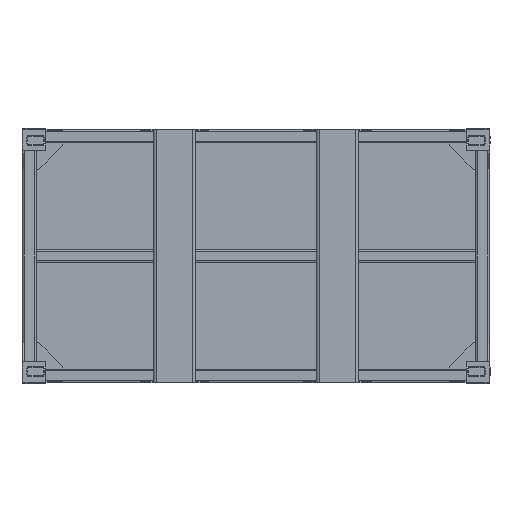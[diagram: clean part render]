
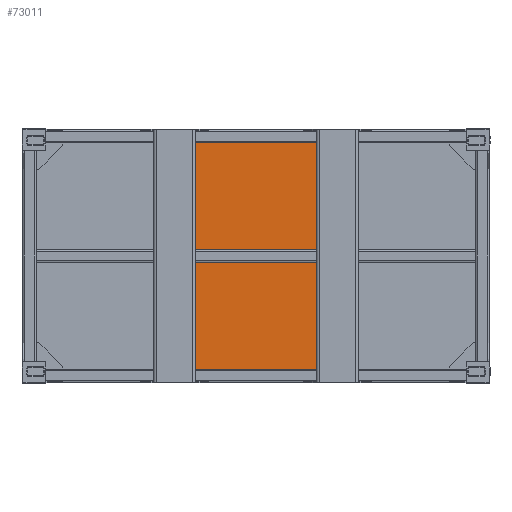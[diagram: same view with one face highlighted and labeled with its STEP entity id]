
A CAD part, front view. The second image highlights one B-rep face of the part: STEP entity #73011.
In plain terms, the highlighted free-form (B-spline) face has degree [1, 1] with [2, 2] control points.
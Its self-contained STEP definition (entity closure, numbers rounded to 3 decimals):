
#72891 = EDGE_CURVE('',#72892,#72894,#72896,.T.);
#72892 = VERTEX_POINT('',#72893);
#72893 = CARTESIAN_POINT('',(3583.983,-1296.246,
    49.737));
#72894 = VERTEX_POINT('',#72895);
#72895 = CARTESIAN_POINT('',(3583.983,-1296.246,
    -2682.867));
#72896 = B_SPLINE_CURVE_WITH_KNOTS('',1,(#72897,#72898),.UNSPECIFIED.,
  .F.,.F.,(2,2),(-1868.,-0.),.PIECEWISE_BEZIER_KNOTS.);
#72897 = CARTESIAN_POINT('',(3583.983,-1296.246,
    49.737));
#72898 = CARTESIAN_POINT('',(3583.983,-1296.246,
    -2682.867));
#72927 = EDGE_CURVE('',#72894,#72928,#72930,.T.);
#72928 = VERTEX_POINT('',#72929);
#72929 = CARTESIAN_POINT('',(1389.708,-1296.246,
    -2682.867));
#72930 = B_SPLINE_CURVE_WITH_KNOTS('',1,(#72931,#72932),.UNSPECIFIED.,
  .F.,.F.,(2,2),(-1500.,-0.),.PIECEWISE_BEZIER_KNOTS.);
#72931 = CARTESIAN_POINT('',(3583.983,-1296.246,
    -2682.867));
#72932 = CARTESIAN_POINT('',(1389.708,-1296.246,
    -2682.867));
#72955 = EDGE_CURVE('',#72928,#72956,#72958,.T.);
#72956 = VERTEX_POINT('',#72957);
#72957 = CARTESIAN_POINT('',(1389.708,-1296.246,
    49.737));
#72958 = B_SPLINE_CURVE_WITH_KNOTS('',1,(#72959,#72960),.UNSPECIFIED.,
  .F.,.F.,(2,2),(0.,1868.),.PIECEWISE_BEZIER_KNOTS.);
#72959 = CARTESIAN_POINT('',(1389.708,-1296.246,
    -2682.867));
#72960 = CARTESIAN_POINT('',(1389.708,-1296.246,
    49.737));
#72983 = EDGE_CURVE('',#72956,#72892,#72984,.T.);
#72984 = B_SPLINE_CURVE_WITH_KNOTS('',1,(#72985,#72986),.UNSPECIFIED.,
  .F.,.F.,(2,2),(0.,1500.),.PIECEWISE_BEZIER_KNOTS.);
#72985 = CARTESIAN_POINT('',(1389.708,-1296.246,
    49.737));
#72986 = CARTESIAN_POINT('',(3583.983,-1296.246,
    49.737));
#73011 = ADVANCED_FACE('',(#73012),#73018,.F.);
#73012 = FACE_BOUND('',#73013,.T.);
#73013 = EDGE_LOOP('',(#73014,#73015,#73016,#73017));
#73014 = ORIENTED_EDGE('',*,*,#72891,.F.);
#73015 = ORIENTED_EDGE('',*,*,#72983,.F.);
#73016 = ORIENTED_EDGE('',*,*,#72955,.F.);
#73017 = ORIENTED_EDGE('',*,*,#72927,.F.);
#73018 = B_SPLINE_SURFACE_WITH_KNOTS('',1,1,(
    (#73019,#73020)
    ,(#73021,#73022
  )),.UNSPECIFIED.,.F.,.F.,.F.,(2,2),(2,2),(-934.,934.),(-750.,750.),
  .PIECEWISE_BEZIER_KNOTS.);
#73019 = CARTESIAN_POINT('',(1389.708,-1296.246,
    -2682.867));
#73020 = CARTESIAN_POINT('',(3583.983,-1296.246,
    -2682.867));
#73021 = CARTESIAN_POINT('',(1389.708,-1296.246,
    49.737));
#73022 = CARTESIAN_POINT('',(3583.983,-1296.246,
    49.737));
